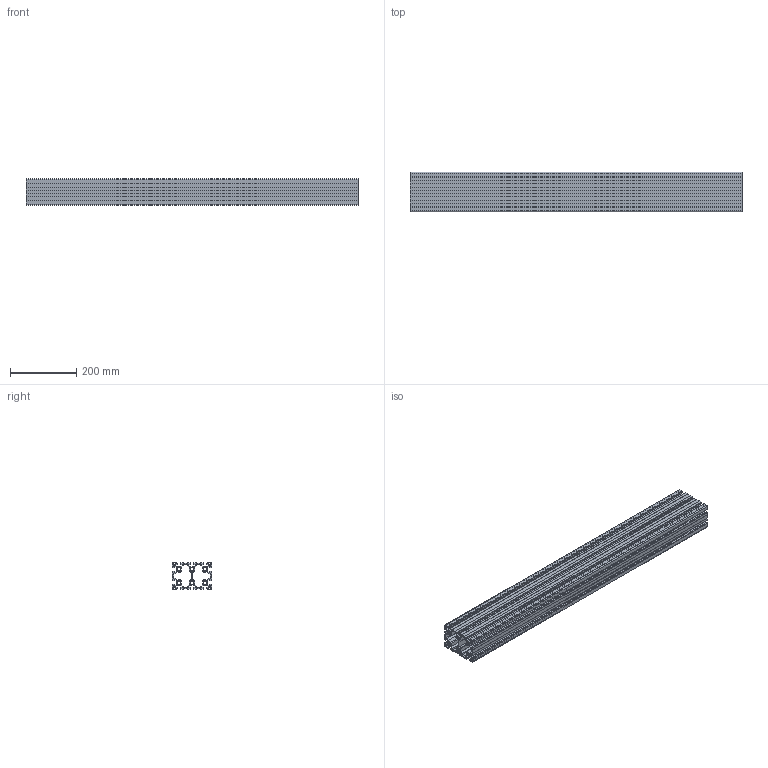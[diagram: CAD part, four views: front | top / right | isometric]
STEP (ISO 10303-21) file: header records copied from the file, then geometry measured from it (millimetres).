
FILE_DESCRIPTION (( 'STEP AP214' ), '1' );
FILE_NAME ('3_842_993_201_1000-Bosch.step', '2020-07-02T12:23:59', ( '' ), ( '' ), 'SwSTEP 2.0', 'SolidWorks 2010', '' );
FILE_SCHEMA (( 'AUTOMOTIVE_DESIGN' ));
Length unit declared in the file: millimetre
Products named in the file (1): 3_842_993_201_1000-Bosch
Bounding box: 1000 x 120 x 80 mm (x, y, z)
Volume: 2545118.4 mm3; surface area: 1662863.9 mm2
Topology: 1 solids, 1 shells, 404 faces, 1206 edges, 804 vertices
Faces by surface type: plane 362, cylinder 42
Entity records: 13456 total; most frequent: CARTESIAN_POINT 2415, ORIENTED_EDGE 2412, DIRECTION 2100, EDGE_CURVE 1206, VECTOR 1122, LINE 1122, VERTEX_POINT 804, AXIS2_PLACEMENT_3D 489
